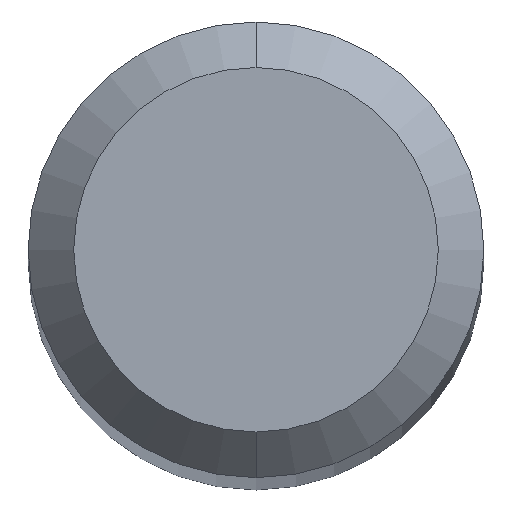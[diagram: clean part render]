
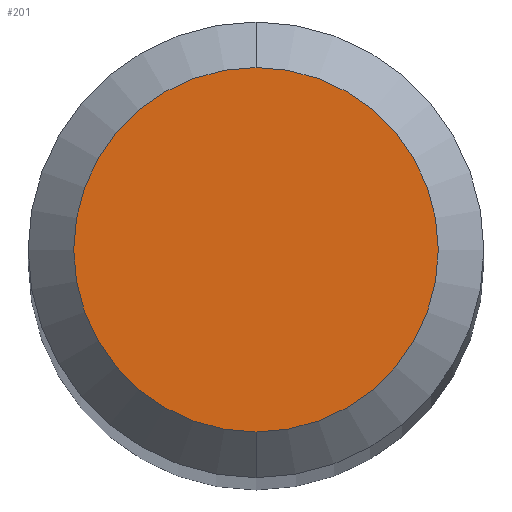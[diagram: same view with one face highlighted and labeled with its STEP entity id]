
A CAD part, top view. The second image highlights one B-rep face of the part: STEP entity #201.
In plain terms, the highlighted planar face has unit normal (0, 0, 1).
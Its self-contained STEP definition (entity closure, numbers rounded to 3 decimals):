
#201=ADVANCED_FACE('',(#510),#511,.T.);
#237=VERTEX_POINT('',#551);
#347=EDGE_CURVE('',#437,#237,#676,.T.);
#389=EDGE_CURVE('',#237,#437,#721,.T.);
#437=VERTEX_POINT('',#774);
#510=FACE_OUTER_BOUND('',#887,.T.);
#511=PLANE('',#888);
#551=CARTESIAN_POINT('',(0.,-1.2,0.0));
#676=CIRCLE('',#1185,1.2);
#721=CIRCLE('',#1283,1.2);
#774=CARTESIAN_POINT('',(0.0,1.2,0.0));
#887=EDGE_LOOP('',(#1468,#1469));
#888=AXIS2_PLACEMENT_3D('',#1470,#1471,#1472);
#1185=AXIS2_PLACEMENT_3D('',#1700,#1701,#1702);
#1283=AXIS2_PLACEMENT_3D('',#1747,#1748,#1749);
#1468=ORIENTED_EDGE('',*,*,#347,.F.);
#1469=ORIENTED_EDGE('',*,*,#389,.F.);
#1470=CARTESIAN_POINT('',(0.0,0.6,0.0));
#1471=DIRECTION('',(-0.0,0.0,1.0));
#1472=DIRECTION('',(0.0,-1.0,0.0));
#1700=CARTESIAN_POINT('',(0.0,0.0,0.0));
#1701=DIRECTION('',(0.0,0.0,-1.0));
#1702=DIRECTION('',(0.0,1.0,0.0));
#1747=CARTESIAN_POINT('',(0.0,0.0,0.0));
#1748=DIRECTION('',(0.0,0.0,-1.0));
#1749=DIRECTION('',(0.0,1.0,0.0));
